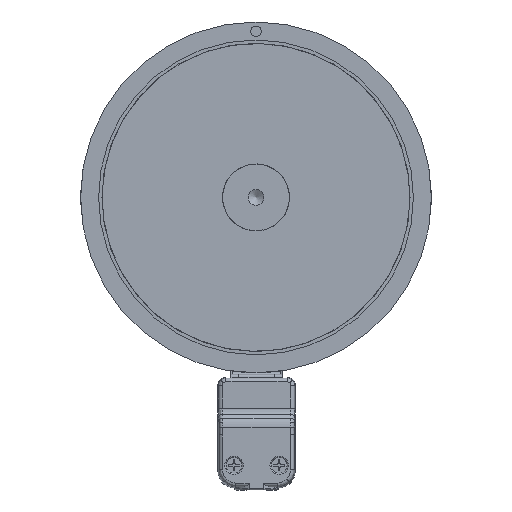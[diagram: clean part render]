
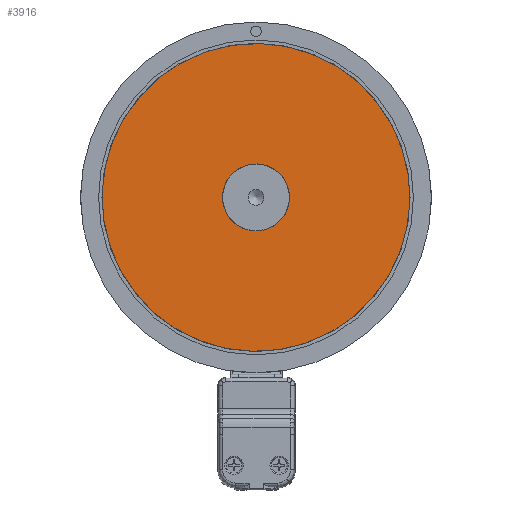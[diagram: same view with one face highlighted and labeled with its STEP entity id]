
A CAD part, front view. The second image highlights one B-rep face of the part: STEP entity #3916.
In plain terms, the highlighted planar face has unit normal (0, -1, 0).
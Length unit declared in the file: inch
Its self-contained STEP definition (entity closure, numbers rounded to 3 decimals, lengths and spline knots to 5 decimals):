
#886=PLANE($,#4346);
#936=FACE_BOUND($,#1351,.T.);
#937=FACE_BOUND($,#1352,.T.);
#1351=EDGE_LOOP($,(#3647));
#1352=EDGE_LOOP($,(#3648));
#1558=CIRCLE($,#4347,0.251);
#1559=CIRCLE($,#4348,1.154);
#2091=VERTEX_POINT($,#9905);
#2092=VERTEX_POINT($,#9907);
#2737=EDGE_CURVE($,#2091,#2091,#1558,.T.);
#2738=EDGE_CURVE($,#2092,#2092,#1559,.T.);
#3647=ORIENTED_EDGE($,*,*,#2737,.T.);
#3648=ORIENTED_EDGE($,*,*,#2738,.T.);
#3916=ADVANCED_FACE($,(#936,#937),#886,.F.);
#4346=AXIS2_PLACEMENT_3D($,#9904,#5478,#5479);
#4347=AXIS2_PLACEMENT_3D($,#9906,#5480,#5481);
#4348=AXIS2_PLACEMENT_3D($,#9908,#5482,#5483);
#5478=DIRECTION('center_axis',(0.,1.,0.));
#5479=DIRECTION('ref_axis',(-0.619,0.,0.785));
#5480=DIRECTION('center_axis',(0.,1.,0.));
#5481=DIRECTION('ref_axis',(0.785,0.,0.619));
#5482=DIRECTION('center_axis',(0.,-1.,0.));
#5483=DIRECTION('ref_axis',(0.785,0.,0.619));
#9904=CARTESIAN_POINT('Origin',(0.,-0.15,0.));
#9905=CARTESIAN_POINT('',(-0.19709,-0.15,-0.15543));
#9906=CARTESIAN_POINT('Origin',(0.,-0.15,0.));
#9907=CARTESIAN_POINT('',(-0.90614,-0.15,-0.71459));
#9908=CARTESIAN_POINT('Origin',(0.,-0.15,0.));
